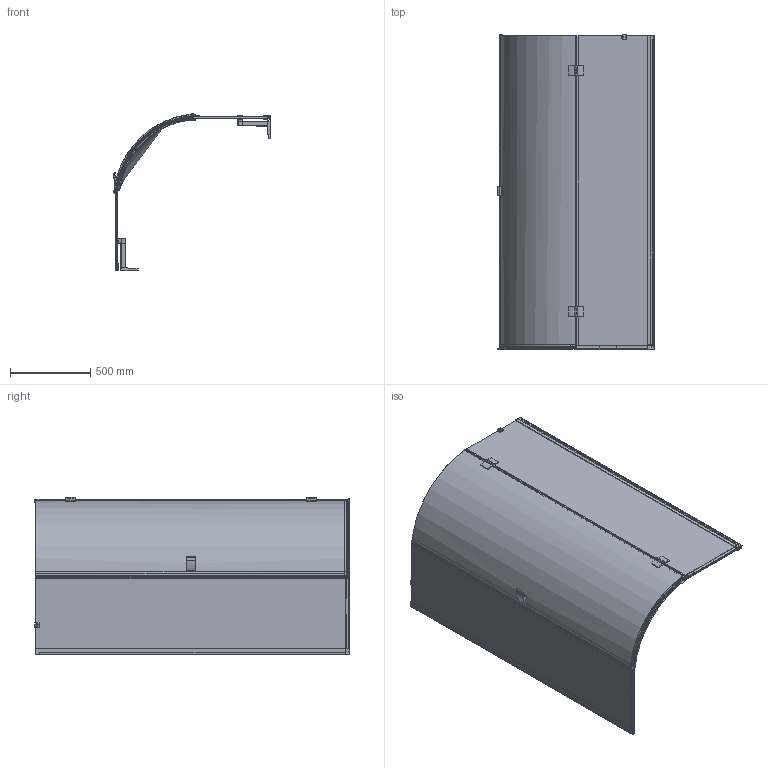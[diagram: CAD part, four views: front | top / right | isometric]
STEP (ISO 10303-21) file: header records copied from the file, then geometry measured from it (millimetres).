
FILE_DESCRIPTION (( 'STEP AP214' ), '1' );
FILE_NAME ('aqf10X-970x970x1950.STEP', '2020-04-20T11:06:14', ( '' ), ( '' ), 'SwSTEP 2.0', 'SolidWorks 2016', '' );
FILE_SCHEMA (( 'AUTOMOTIVE_DESIGN' ));
Length unit declared in the file: millimetre
Products named in the file (1): aqf10X-970x970x1950
Bounding box: 971.88 x 1956.3 x 976.51 mm (x, y, z)
Volume: 25301585.3 mm3; surface area: 7360800.9 mm2
Topology: 1 solids, 6 shells, 2874 faces, 7871 edges, 4996 vertices
Faces by surface type: plane 1096, cylinder 1047, bspline 331, torus 263, cone 115, sphere 22
Entity records: 132890 total; most frequent: CARTESIAN_POINT 67171, ORIENTED_EDGE 15724, DIRECTION 10739, EDGE_CURVE 7862, VERTEX_POINT 4994, LINE 3661, VECTOR 3661, AXIS2_PLACEMENT_3D 3539
